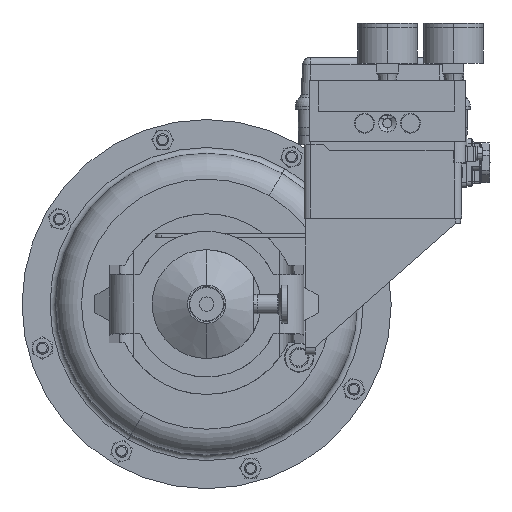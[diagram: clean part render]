
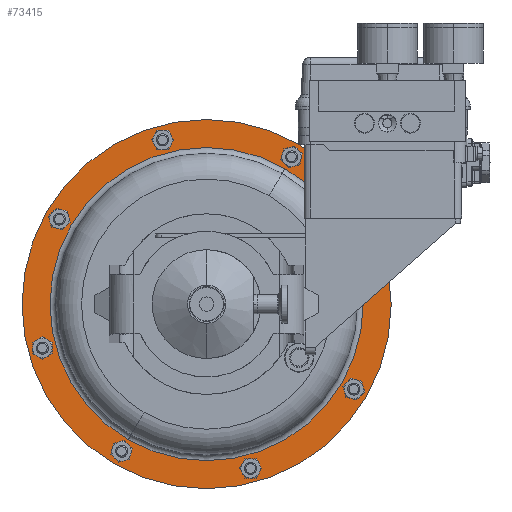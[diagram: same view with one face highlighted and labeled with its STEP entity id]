
A CAD part, front view. The second image highlights one B-rep face of the part: STEP entity #73415.
In plain terms, the highlighted planar face has unit normal (0, -1, 0).
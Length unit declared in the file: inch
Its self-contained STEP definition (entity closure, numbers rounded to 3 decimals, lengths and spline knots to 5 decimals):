
#566 = AXIS2_PLACEMENT_3D ( 'NONE', #91752, #4330, #47671 ) ;
#863 = CIRCLE ( 'NONE', #566, 4.029 ) ;
#2535 = EDGE_CURVE ( 'NONE', #75868, #79158, #54519, .T. ) ;
#3594 = EDGE_LOOP ( 'NONE', ( #54767, #61213 ) ) ;
#4330 = DIRECTION ( 'NONE',  ( 0., 1., 0. ) ) ;
#4588 = DIRECTION ( 'NONE',  ( 0.5, 0., 0.866 ) ) ;
#7017 = FACE_OUTER_BOUND ( 'NONE', #74199, .T. ) ;
#11561 = CARTESIAN_POINT ( 'NONE',  ( 0., 9.578, 0. ) ) ;
#13476 = DIRECTION ( 'NONE',  ( 0., 1., 0. ) ) ;
#15538 = AXIS2_PLACEMENT_3D ( 'NONE', #80586, #21892, #73531 ) ;
#18115 = VERTEX_POINT ( 'NONE', #35372 ) ;
#21143 = CARTESIAN_POINT ( 'NONE',  ( 0., 9.578, 0. ) ) ;
#21892 = DIRECTION ( 'NONE',  ( 0., 1., 0. ) ) ;
#29142 = ORIENTED_EDGE ( 'NONE', *, *, #52420, .F. ) ;
#34752 = CARTESIAN_POINT ( 'NONE',  ( 2.0145, 9.578, 3.48922 ) ) ;
#35372 = CARTESIAN_POINT ( 'NONE',  ( 2.375, 9.578, 4.11362 ) ) ;
#35402 = CARTESIAN_POINT ( 'NONE',  ( -2.0145, 9.578, -3.48922 ) ) ;
#39494 = AXIS2_PLACEMENT_3D ( 'NONE', #11561, #41498, #4588 ) ;
#40161 = FACE_BOUND ( 'NONE', #3594, .T. ) ;
#41498 = DIRECTION ( 'NONE',  ( 0., 1., 0. ) ) ;
#42039 = PLANE ( 'NONE',  #50978 ) ;
#43330 = CARTESIAN_POINT ( 'NONE',  ( -2.375, 9.578, -4.11362 ) ) ;
#47671 = DIRECTION ( 'NONE',  ( 0.5, 0., 0.866 ) ) ;
#48156 = DIRECTION ( 'NONE',  ( -0.5, 0., -0.866 ) ) ;
#48454 = DIRECTION ( 'NONE',  ( 0., -1., 0. ) ) ;
#50978 = AXIS2_PLACEMENT_3D ( 'NONE', #92531, #48454, #48156 ) ;
#52420 = EDGE_CURVE ( 'NONE', #18115, #68567, #69846, .T. ) ;
#53015 = CIRCLE ( 'NONE', #60757, 4.75 ) ;
#54519 = CIRCLE ( 'NONE', #39494, 4.029 ) ;
#54767 = ORIENTED_EDGE ( 'NONE', *, *, #2535, .T. ) ;
#57144 = ORIENTED_EDGE ( 'NONE', *, *, #85431, .F. ) ;
#57411 = EDGE_CURVE ( 'NONE', #79158, #75868, #863, .T. ) ;
#60757 = AXIS2_PLACEMENT_3D ( 'NONE', #21143, #13476, #72153 ) ;
#61213 = ORIENTED_EDGE ( 'NONE', *, *, #57411, .T. ) ;
#68567 = VERTEX_POINT ( 'NONE', #43330 ) ;
#69846 = CIRCLE ( 'NONE', #15538, 4.75 ) ;
#72153 = DIRECTION ( 'NONE',  ( 0.5, 0., 0.866 ) ) ;
#73415 = ADVANCED_FACE ( 'NONE', ( #40161, #7017 ), #42039, .T. ) ;
#73531 = DIRECTION ( 'NONE',  ( 0.5, 0., 0.866 ) ) ;
#74199 = EDGE_LOOP ( 'NONE', ( #29142, #57144 ) ) ;
#75868 = VERTEX_POINT ( 'NONE', #34752 ) ;
#79158 = VERTEX_POINT ( 'NONE', #35402 ) ;
#80586 = CARTESIAN_POINT ( 'NONE',  ( 0., 9.578, 0. ) ) ;
#85431 = EDGE_CURVE ( 'NONE', #68567, #18115, #53015, .T. ) ;
#91752 = CARTESIAN_POINT ( 'NONE',  ( 0., 9.578, 0. ) ) ;
#92531 = CARTESIAN_POINT ( 'NONE',  ( 4.11362, 9.578, -2.375 ) ) ;
